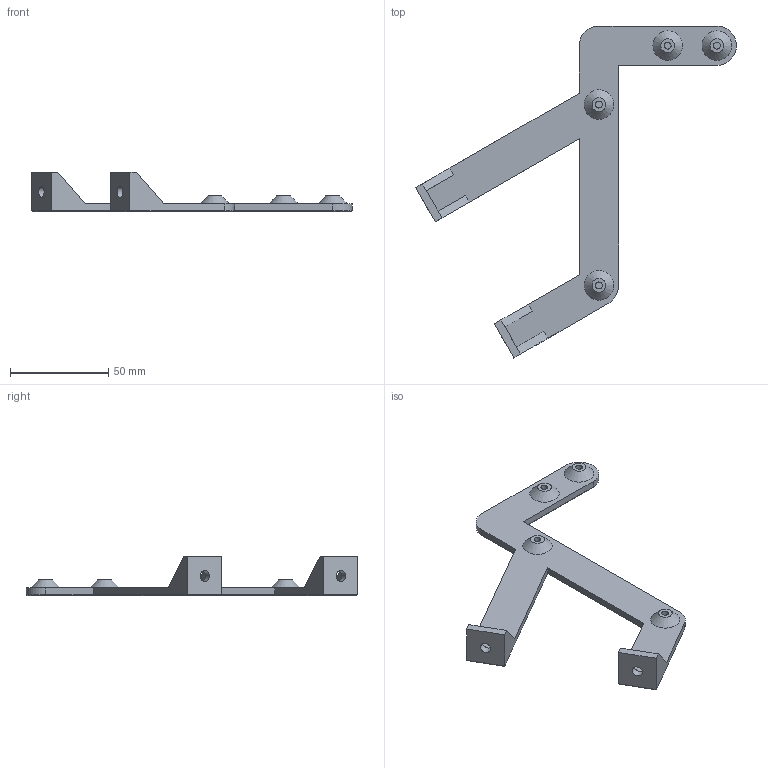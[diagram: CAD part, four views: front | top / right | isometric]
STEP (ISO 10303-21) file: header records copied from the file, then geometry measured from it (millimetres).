
FILE_DESCRIPTION(/* description */ ('Alibre Inc.'),/* implementation_level */ '2;1');
FILE_NAME(/* name */ 'export0',/* time_stamp */ '2017-07-21T18:10:44-04:00',/* author */ (''),/* organization */ (''),/* preprocessor_version */ 'ST-DEVELOPER v14',/* originating_system */ 'Alibre',/* authorisation */ '');
FILE_SCHEMA (('AUTOMOTIVE_DESIGN'));
Length unit declared in the file: centimetre
Bounding box: 163.3 x 168.92 x 20 mm (x, y, z)
Volume: 32191.1 mm3; surface area: 19101.9 mm2
Topology: 1 solids, 1 shells, 112 faces, 256 edges, 158 vertices
Faces by surface type: plane 96, cylinder 9, cone 7
Full cylindrical faces by diameter (mm): 3.5 x4, 5.5 x2
Entity records: 2890 total; most frequent: CARTESIAN_POINT 504, ORIENTED_EDGE 484, DIRECTION 395, EDGE_CURVE 242, VECTOR 209, LINE 209, VERTEX_POINT 154, AXIS2_PLACEMENT_3D 141
